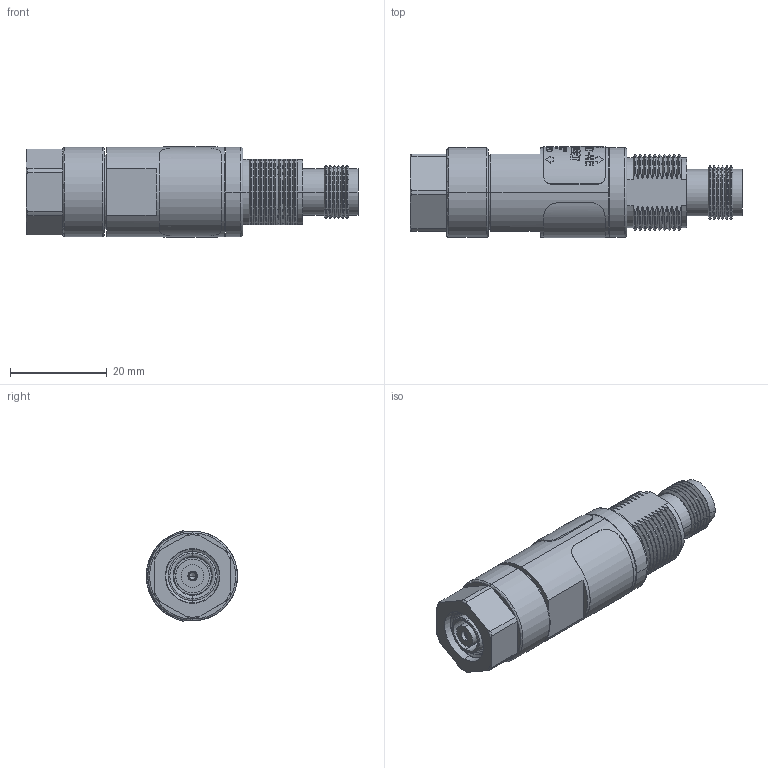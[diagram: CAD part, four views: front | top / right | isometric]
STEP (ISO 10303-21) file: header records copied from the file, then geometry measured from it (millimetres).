
FILE_DESCRIPTION (( 'STEP AP214' ), '1' );
FILE_NAME ('AL-LSXM-RT-ME.STEP', '2019-07-30T15:47:10', ( '' ), ( '' ), 'SwSTEP 2.0', 'SolidWorks 2019', '' );
FILE_SCHEMA (( 'AUTOMOTIVE_DESIGN' ));
Length unit declared in the file: inch
Products named in the file (14): 5800-0093; 4052-0054; 2811-0800; 7040-0037; 2801-9011; 5800-0094; 7040-0065; 2003-1052_CURVED2; 7020-2601; AL-LSXM-RT-ME; 2802-9008; 2812-0811; 1502-0710; 1909-0002
Assembly tree (13 placements, depth 2):
  AL-LSXM-RT-ME
    1502-0710
    1909-0002
    2801-9011
    2802-9008
    2811-0800
    2812-0811
    4052-0054
    5800-0093
    5800-0094
    7040-0065
    7040-0037
    7020-2601
    2003-1052_CURVED2
Bounding box: 68.68 x 18.85 x 18.71 mm (x, y, z)
Volume: 10801.3 mm3; surface area: 14323.6 mm2
Topology: 13 solids, 13 shells, 1783 faces, 4482 edges, 2879 vertices
Faces by surface type: plane 559, bspline 544, cylinder 425, cone 212, torus 43
Entity records: 87263 total; most frequent: CARTESIAN_POINT 33869, ORIENTED_EDGE 8956, DIRECTION 6412, EDGE_CURVE 4478, VERTEX_POINT 2879, AXIS2_PLACEMENT_3D 2533, EDGE_LOOP 1955, B_SPLINE_CURVE_WITH_KNOTS 1854
